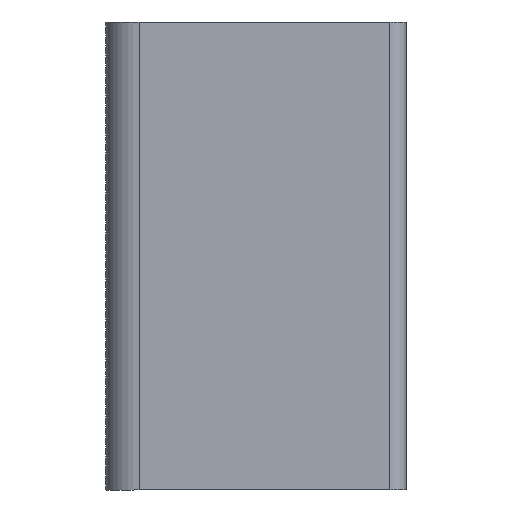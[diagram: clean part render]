
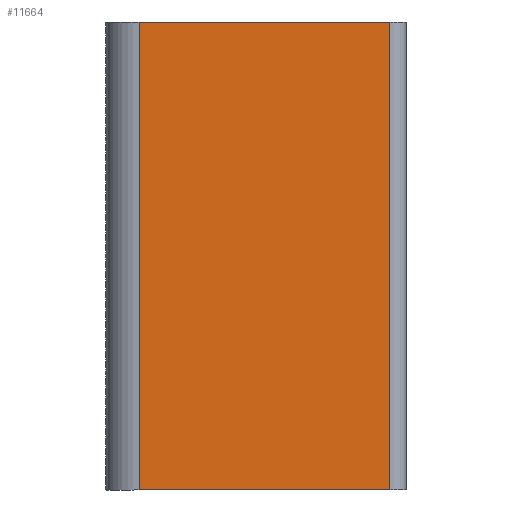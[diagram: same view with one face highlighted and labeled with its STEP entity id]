
A CAD part, front view. The second image highlights one B-rep face of the part: STEP entity #11664.
In plain terms, the highlighted planar face has unit normal (0, -1, 0).
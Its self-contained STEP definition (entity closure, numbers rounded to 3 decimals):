
#167=PLANE('',#12153);
#920=FACE_OUTER_BOUND('',#1507,.T.);
#1507=EDGE_LOOP('',(#10746,#10747,#10748,#10749));
#2418=LINE('',#32012,#3348);
#2425=LINE('',#32037,#3355);
#2435=LINE('',#32067,#3365);
#2439=LINE('',#32075,#3369);
#3348=VECTOR('',#13965,10.);
#3355=VECTOR('',#13986,10.);
#3365=VECTOR('',#14016,10.);
#3369=VECTOR('',#14028,10.);
#5392=VERTEX_POINT('',#32009);
#5393=VERTEX_POINT('',#32011);
#5404=VERTEX_POINT('',#32034);
#5414=VERTEX_POINT('',#32065);
#7171=EDGE_CURVE('',#5392,#5393,#2418,.T.);
#7184=EDGE_CURVE('',#5404,#5393,#2425,.T.);
#7199=EDGE_CURVE('',#5392,#5414,#2435,.T.);
#7203=EDGE_CURVE('',#5404,#5414,#2439,.T.);
#10746=ORIENTED_EDGE('',*,*,#7203,.F.);
#10747=ORIENTED_EDGE('',*,*,#7184,.T.);
#10748=ORIENTED_EDGE('',*,*,#7171,.F.);
#10749=ORIENTED_EDGE('',*,*,#7199,.T.);
#11664=ADVANCED_FACE('',(#920),#167,.F.);
#12153=AXIS2_PLACEMENT_3D('',#32074,#14026,#14027);
#13965=DIRECTION('',(1.,0.,0.));
#13986=DIRECTION('',(0.,0.,1.));
#14016=DIRECTION('',(0.,0.,-1.));
#14026=DIRECTION('center_axis',(0.,1.,0.));
#14027=DIRECTION('ref_axis',(0.,0.,1.));
#14028=DIRECTION('',(-1.,0.,0.));
#32009=CARTESIAN_POINT('',(40.005,60.,280.));
#32011=CARTESIAN_POINT('',(190.005,60.,280.));
#32012=CARTESIAN_POINT('',(113.036,60.,280.));
#32034=CARTESIAN_POINT('',(190.005,60.,0.));
#32037=CARTESIAN_POINT('',(190.005,60.,0.));
#32065=CARTESIAN_POINT('',(40.005,60.,0.));
#32067=CARTESIAN_POINT('',(40.005,60.,13.));
#32074=CARTESIAN_POINT('Origin',(115.005,60.,13.));
#32075=CARTESIAN_POINT('',(113.036,60.,0.));
